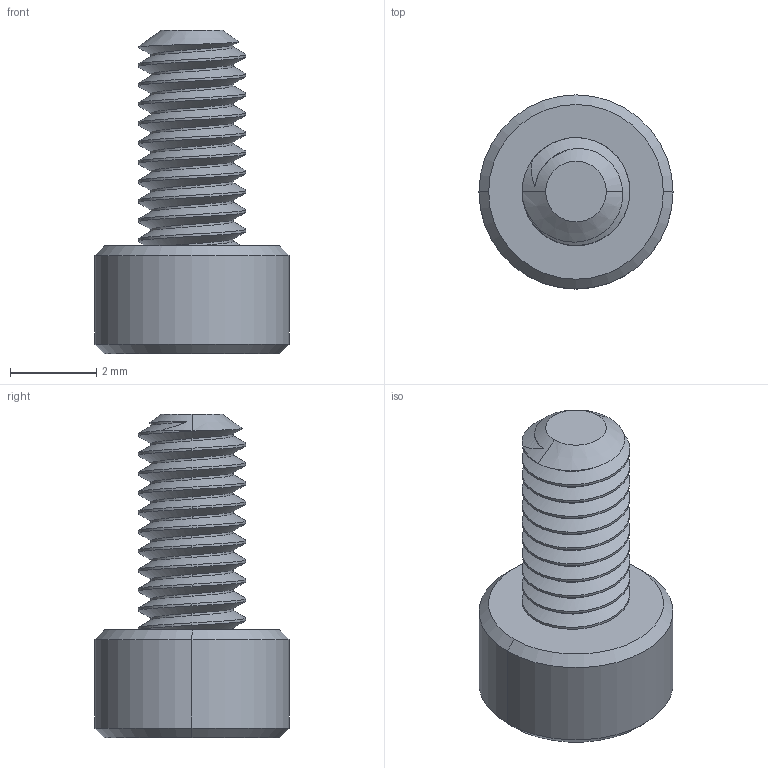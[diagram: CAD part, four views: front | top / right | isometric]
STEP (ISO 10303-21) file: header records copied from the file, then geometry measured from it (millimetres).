
FILE_DESCRIPTION (( 'STEP AP203' ), '1' );
FILE_NAME ('91292A009_18-8 Stainless Steel Socket Head Screw.STEP', '2021-09-09T12:22:29', ( 'Administrator' ), ( 'Managed by Terraform' ), 'SwSTEP 2.0', 'SolidWorks 2017', '' );
FILE_SCHEMA (( 'CONFIG_CONTROL_DESIGN' ));
Length unit declared in the file: millimetre
Products named in the file (1): 91292A009_18-8 Stainless Steel Socket Head Screw
Bounding box: 4.5 x 4.5 x 7.5 mm (x, y, z)
Volume: 52.8 mm3; surface area: 131.1 mm2
Topology: 1 solids, 1 shells, 71 faces, 184 edges, 117 vertices
Faces by surface type: cylinder 46, cone 13, plane 10, bspline 2
Entity records: 3354 total; most frequent: CARTESIAN_POINT 1819, ORIENTED_EDGE 368, DIRECTION 247, EDGE_CURVE 184, VERTEX_POINT 117, AXIS2_PLACEMENT_3D 92, EDGE_LOOP 73, FACE_OUTER_BOUND 71
